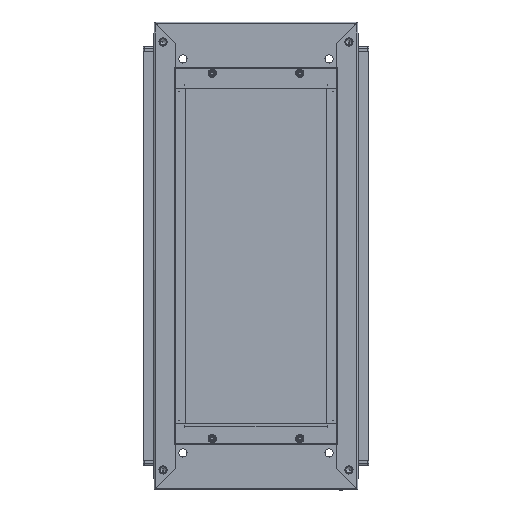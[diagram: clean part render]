
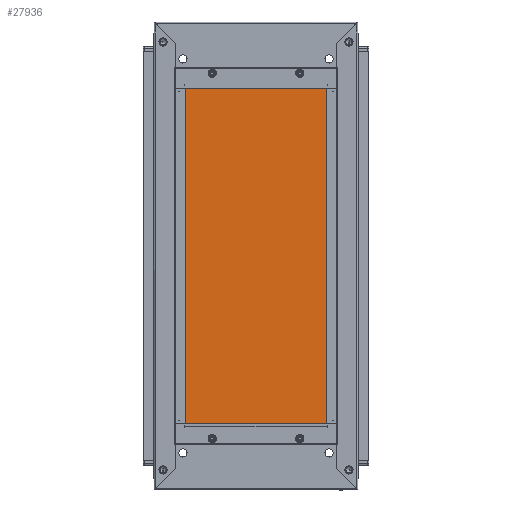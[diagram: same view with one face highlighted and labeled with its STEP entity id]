
A CAD part, top view. The second image highlights one B-rep face of the part: STEP entity #27936.
In plain terms, the highlighted planar face has unit normal (0, 0, 1).
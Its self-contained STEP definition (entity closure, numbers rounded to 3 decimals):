
#6986 = FACE_OUTER_BOUND ( 'NONE', #40925, .T. ) ;
#10294 = CARTESIAN_POINT ( 'NONE',  ( -300., -140., 0. ) ) ;
#10298 = PLANE ( 'NONE',  #58068 ) ;
#10301 = DIRECTION ( 'NONE',  ( 0., 0., 1. ) ) ;
#10302 = DIRECTION ( 'NONE',  ( 1., 0., 0. ) ) ;
#23992 = VERTEX_POINT ( 'NONE', #39117 ) ;
#23994 = VERTEX_POINT ( 'NONE', #39119 ) ;
#23999 = VERTEX_POINT ( 'NONE', #39124 ) ;
#24003 = VERTEX_POINT ( 'NONE', #39127 ) ;
#27936 = ADVANCED_FACE ( 'NONE', ( #6986 ), #10298, .T. ) ;
#28705 = LINE ( 'NONE', #29709, #28706 ) ;
#28706 = VECTOR ( 'NONE', #29710, 1000. ) ;
#28713 = LINE ( 'NONE', #29718, #28714 ) ;
#28714 = VECTOR ( 'NONE', #29719, 1000. ) ;
#28718 = LINE ( 'NONE', #29725, #28719 ) ;
#28719 = VECTOR ( 'NONE', #29726, 1000. ) ;
#28722 = LINE ( 'NONE', #29732, #28723 ) ;
#28723 = VECTOR ( 'NONE', #29733, 1000. ) ;
#29709 = CARTESIAN_POINT ( 'NONE',  ( -300., 140., 0. ) ) ;
#29710 = DIRECTION ( 'NONE',  ( 0., -1., 0. ) ) ;
#29718 = CARTESIAN_POINT ( 'NONE',  ( -300., 140., 0. ) ) ;
#29719 = DIRECTION ( 'NONE',  ( -1., 0., 0. ) ) ;
#29725 = CARTESIAN_POINT ( 'NONE',  ( 300., 140., 0. ) ) ;
#29726 = DIRECTION ( 'NONE',  ( 0., 1., 0. ) ) ;
#29732 = CARTESIAN_POINT ( 'NONE',  ( -300., -140., 0. ) ) ;
#29733 = DIRECTION ( 'NONE',  ( 1., 0., 0. ) ) ;
#39117 = CARTESIAN_POINT ( 'NONE',  ( -300., 140., 0. ) ) ;
#39119 = CARTESIAN_POINT ( 'NONE',  ( -300., -140., 0. ) ) ;
#39124 = CARTESIAN_POINT ( 'NONE',  ( 300., 140., 0. ) ) ;
#39127 = CARTESIAN_POINT ( 'NONE',  ( 300., -140., 0. ) ) ;
#40925 = EDGE_LOOP ( 'NONE', ( #44845, #44844, #44843, #44842 ) ) ;
#44842 = ORIENTED_EDGE ( 'NONE', *, *, #45368, .T. ) ;
#44843 = ORIENTED_EDGE ( 'NONE', *, *, #45371, .T. ) ;
#44844 = ORIENTED_EDGE ( 'NONE', *, *, #45374, .T. ) ;
#44845 = ORIENTED_EDGE ( 'NONE', *, *, #45364, .T. ) ;
#45364 = EDGE_CURVE ( 'NONE', #23992, #23994, #28705, .T. ) ;
#45368 = EDGE_CURVE ( 'NONE', #23999, #23992, #28713, .T. ) ;
#45371 = EDGE_CURVE ( 'NONE', #24003, #23999, #28718, .T. ) ;
#45374 = EDGE_CURVE ( 'NONE', #23994, #24003, #28722, .T. ) ;
#58068 = AXIS2_PLACEMENT_3D ( 'NONE', #10294, #10301, #10302 ) ;
